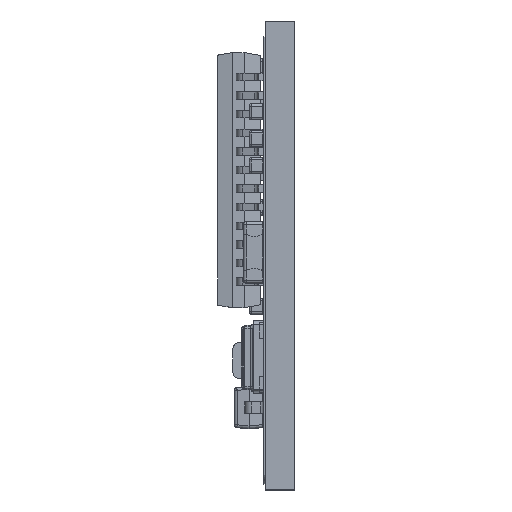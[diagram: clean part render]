
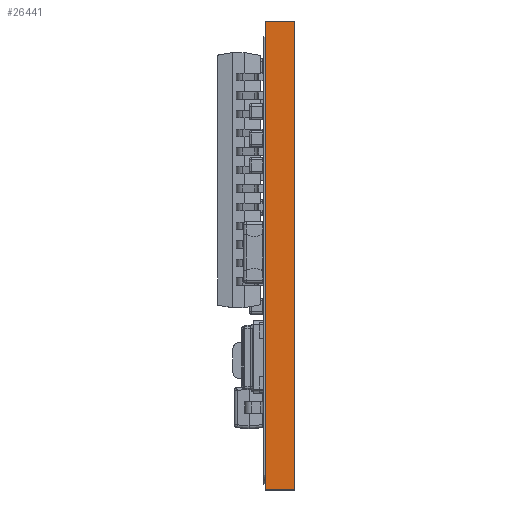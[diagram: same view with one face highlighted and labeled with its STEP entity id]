
A CAD part, left-side view. The second image highlights one B-rep face of the part: STEP entity #26441.
In plain terms, the highlighted planar face has unit normal (-1, 0, 0).
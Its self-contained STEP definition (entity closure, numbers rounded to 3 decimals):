
#115 = LINE ( 'NONE', #15193, #26858 ) ;
#2048 = DIRECTION ( 'NONE',  ( 0., -1., 0. ) ) ;
#2933 = ORIENTED_EDGE ( 'NONE', *, *, #30634, .T. ) ;
#4845 = LINE ( 'NONE', #7102, #29481 ) ;
#4961 = VECTOR ( 'NONE', #15990, 1000. ) ;
#5177 = CARTESIAN_POINT ( 'NONE',  ( -23., 1., -8. ) ) ;
#6885 = EDGE_LOOP ( 'NONE', ( #24582, #6918, #18784, #2933 ) ) ;
#6918 = ORIENTED_EDGE ( 'NONE', *, *, #15421, .F. ) ;
#7102 = CARTESIAN_POINT ( 'NONE',  ( -23., 1., -8. ) ) ;
#7376 = VERTEX_POINT ( 'NONE', #23803 ) ;
#7619 = EDGE_CURVE ( 'NONE', #13620, #30640, #20629, .T. ) ;
#8475 = CARTESIAN_POINT ( 'NONE',  ( -23., 0., 0. ) ) ;
#8878 = CARTESIAN_POINT ( 'NONE',  ( -23., 1., 0. ) ) ;
#10260 = CARTESIAN_POINT ( 'NONE',  ( -23., 1., 0. ) ) ;
#11292 = DIRECTION ( 'NONE',  ( 0., 0., 1. ) ) ;
#13620 = VERTEX_POINT ( 'NONE', #29334 ) ;
#15193 = CARTESIAN_POINT ( 'NONE',  ( -23., 1., 8. ) ) ;
#15421 = EDGE_CURVE ( 'NONE', #13620, #7376, #115, .T. ) ;
#15990 = DIRECTION ( 'NONE',  ( 0., 0., -1. ) ) ;
#18770 = AXIS2_PLACEMENT_3D ( 'NONE', #8878, #27582, #11292 ) ;
#18784 = ORIENTED_EDGE ( 'NONE', *, *, #7619, .T. ) ;
#18899 = DIRECTION ( 'NONE',  ( 0., 0., -1. ) ) ;
#20629 = LINE ( 'NONE', #10260, #4961 ) ;
#21331 = FACE_OUTER_BOUND ( 'NONE', #6885, .T. ) ;
#23803 = CARTESIAN_POINT ( 'NONE',  ( -23., 0., 8. ) ) ;
#24582 = ORIENTED_EDGE ( 'NONE', *, *, #25799, .F. ) ;
#25799 = EDGE_CURVE ( 'NONE', #7376, #28497, #26841, .T. ) ;
#26441 = ADVANCED_FACE ( 'NONE', ( #21331 ), #26885, .T. ) ;
#26841 = LINE ( 'NONE', #8475, #30368 ) ;
#26858 = VECTOR ( 'NONE', #2048, 1000. ) ;
#26885 = PLANE ( 'NONE',  #18770 ) ;
#27582 = DIRECTION ( 'NONE',  ( -1., 0., 0. ) ) ;
#28497 = VERTEX_POINT ( 'NONE', #30265 ) ;
#29334 = CARTESIAN_POINT ( 'NONE',  ( -23., 1., 8. ) ) ;
#29481 = VECTOR ( 'NONE', #31499, 1000. ) ;
#30265 = CARTESIAN_POINT ( 'NONE',  ( -23., 0., -8. ) ) ;
#30368 = VECTOR ( 'NONE', #18899, 1000. ) ;
#30634 = EDGE_CURVE ( 'NONE', #30640, #28497, #4845, .T. ) ;
#30640 = VERTEX_POINT ( 'NONE', #5177 ) ;
#31499 = DIRECTION ( 'NONE',  ( 0., -1., 0. ) ) ;
